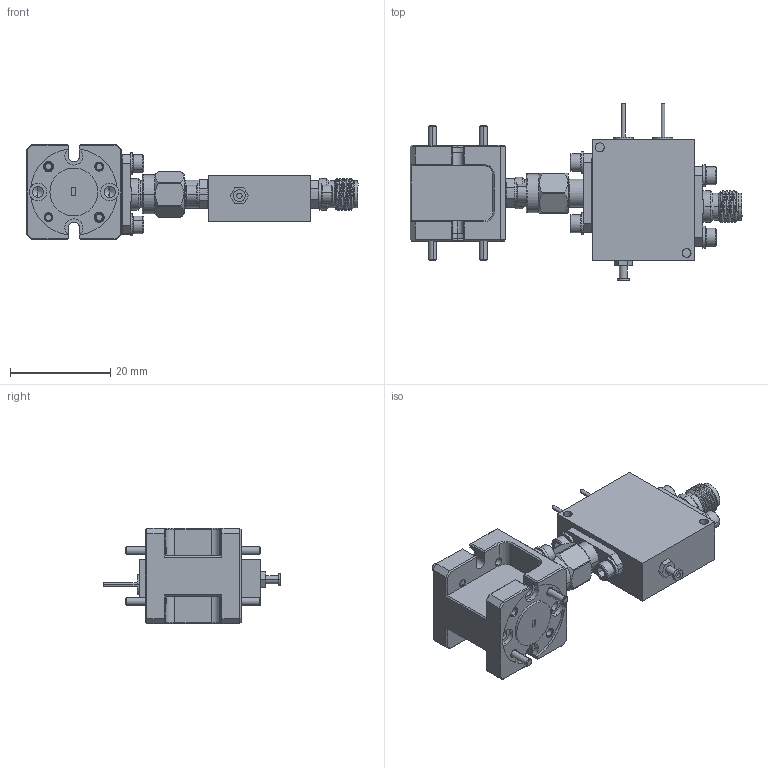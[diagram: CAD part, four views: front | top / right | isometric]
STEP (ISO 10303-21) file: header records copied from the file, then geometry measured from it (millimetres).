
FILE_DESCRIPTION (( 'STEP AP214' ), '1' );
FILE_NAME ('KD-RD-A_2, Defeatured.STEP', '2025-07-30T23:56:29', ( '' ), ( '' ), 'SwSTEP 2.0', 'SolidWorks 2021', '' );
FILE_SCHEMA (( 'AUTOMOTIVE_DESIGN' ));
Length unit declared in the file: inch
Products named in the file (1): KD-RD-A_2, Defeatured
Bounding box: 66.11 x 35.33 x 19.05 mm (x, y, z)
Volume: 10113.3 mm3; surface area: 7620.3 mm2
Topology: 14 solids, 25 shells, 1208 faces, 2857 edges, 1784 vertices
Faces by surface type: plane 577, cylinder 348, cone 241, bspline 36, torus 6
Entity records: 38961 total; most frequent: CARTESIAN_POINT 10937, DIRECTION 5845, ORIENTED_EDGE 5698, EDGE_CURVE 2849, AXIS2_PLACEMENT_3D 2161, VERTEX_POINT 1784, LINE 1523, VECTOR 1523
